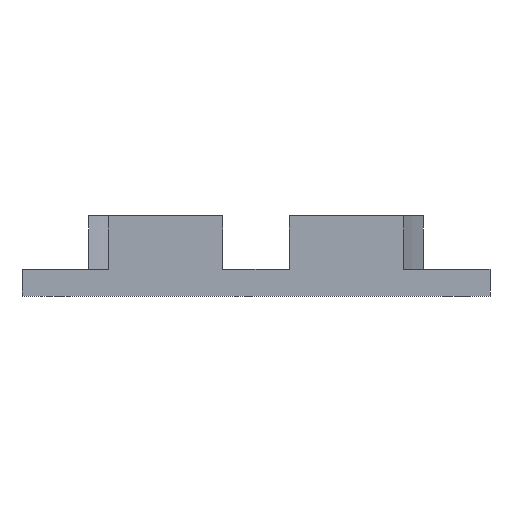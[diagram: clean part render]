
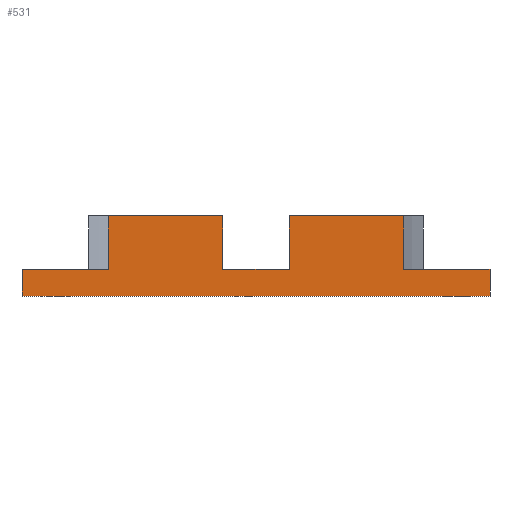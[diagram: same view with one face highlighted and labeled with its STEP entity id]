
A CAD part, left-side view. The second image highlights one B-rep face of the part: STEP entity #531.
In plain terms, the highlighted planar face has unit normal (-1, 0, 0).
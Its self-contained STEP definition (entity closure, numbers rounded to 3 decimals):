
#54=ORIENTED_EDGE('',*,*,#202,.F.);
#55=ORIENTED_EDGE('',*,*,#203,.F.);
#56=ORIENTED_EDGE('',*,*,#204,.T.);
#57=ORIENTED_EDGE('',*,*,#205,.T.);
#58=ORIENTED_EDGE('',*,*,#206,.F.);
#59=ORIENTED_EDGE('',*,*,#207,.T.);
#60=ORIENTED_EDGE('',*,*,#208,.T.);
#61=ORIENTED_EDGE('',*,*,#209,.T.);
#62=ORIENTED_EDGE('',*,*,#210,.T.);
#63=ORIENTED_EDGE('',*,*,#211,.T.);
#64=ORIENTED_EDGE('',*,*,#212,.T.);
#65=ORIENTED_EDGE('',*,*,#199,.T.);
#199=EDGE_CURVE('',#274,#272,#325,.T.);
#202=EDGE_CURVE('',#276,#272,#327,.T.);
#203=EDGE_CURVE('',#277,#276,#328,.T.);
#204=EDGE_CURVE('',#277,#278,#329,.T.);
#205=EDGE_CURVE('',#278,#279,#330,.T.);
#206=EDGE_CURVE('',#280,#279,#331,.T.);
#207=EDGE_CURVE('',#280,#281,#332,.T.);
#208=EDGE_CURVE('',#281,#282,#333,.T.);
#209=EDGE_CURVE('',#282,#283,#334,.T.);
#210=EDGE_CURVE('',#283,#284,#335,.T.);
#211=EDGE_CURVE('',#284,#285,#336,.T.);
#212=EDGE_CURVE('',#285,#274,#337,.T.);
#272=VERTEX_POINT('',#720);
#274=VERTEX_POINT('',#723);
#276=VERTEX_POINT('',#754);
#277=VERTEX_POINT('',#756);
#278=VERTEX_POINT('',#758);
#279=VERTEX_POINT('',#760);
#280=VERTEX_POINT('',#762);
#281=VERTEX_POINT('',#764);
#282=VERTEX_POINT('',#766);
#283=VERTEX_POINT('',#768);
#284=VERTEX_POINT('',#770);
#285=VERTEX_POINT('',#772);
#325=LINE('',#722,#379);
#327=LINE('',#753,#381);
#328=LINE('',#755,#382);
#329=LINE('',#757,#383);
#330=LINE('',#759,#384);
#331=LINE('',#761,#385);
#332=LINE('',#763,#386);
#333=LINE('',#765,#387);
#334=LINE('',#767,#388);
#335=LINE('',#769,#389);
#336=LINE('',#771,#390);
#337=LINE('',#773,#391);
#379=VECTOR('',#606,1000.);
#381=VECTOR('',#610,1000.);
#382=VECTOR('',#611,1000.);
#383=VECTOR('',#612,1000.);
#384=VECTOR('',#613,1000.);
#385=VECTOR('',#614,1000.);
#386=VECTOR('',#615,1000.);
#387=VECTOR('',#616,1000.);
#388=VECTOR('',#617,1000.);
#389=VECTOR('',#618,1000.);
#390=VECTOR('',#619,1000.);
#391=VECTOR('',#620,1000.);
#433=EDGE_LOOP('',(#54,#55,#56,#57,#58,#59,#60,#61,#62,#63,#64,#65));
#473=FACE_BOUND('',#433,.T.);
#513=PLANE('',#572);
#531=ADVANCED_FACE('',(#473),#513,.T.);
#572=AXIS2_PLACEMENT_3D('',#752,#608,#609);
#606=DIRECTION('',(0.,1.,0.));
#608=DIRECTION('',(-1.,0.,0.));
#609=DIRECTION('',(0.,-1.,0.));
#610=DIRECTION('',(0.,0.,1.));
#611=DIRECTION('',(0.,-1.,0.));
#612=DIRECTION('',(0.,0.,1.));
#613=DIRECTION('',(0.,1.,0.));
#614=DIRECTION('',(0.,0.,1.));
#615=DIRECTION('',(0.,1.,0.));
#616=DIRECTION('',(0.,0.,-1.));
#617=DIRECTION('',(0.,-1.,0.));
#618=DIRECTION('',(0.,0.,1.));
#619=DIRECTION('',(0.,1.,0.));
#620=DIRECTION('',(0.,0.,1.));
#720=CARTESIAN_POINT('',(0.,-5.,4.));
#722=CARTESIAN_POINT('',(0.,-25.,4.));
#723=CARTESIAN_POINT('',(0.,-22.135,4.));
#752=CARTESIAN_POINT('',(0.,0.,0.));
#753=CARTESIAN_POINT('',(0.,-5.,-4.));
#754=CARTESIAN_POINT('',(0.,-5.,-4.));
#755=CARTESIAN_POINT('',(0.,0.,-4.));
#756=CARTESIAN_POINT('',(0.,5.,-4.));
#757=CARTESIAN_POINT('',(0.,5.,-4.));
#758=CARTESIAN_POINT('',(0.,5.,4.));
#759=CARTESIAN_POINT('',(0.,-25.,4.));
#760=CARTESIAN_POINT('',(0.,22.135,4.));
#761=CARTESIAN_POINT('',(0.,22.135,-4.));
#762=CARTESIAN_POINT('',(0.,22.135,-4.));
#763=CARTESIAN_POINT('',(0.,25.,-4.));
#764=CARTESIAN_POINT('',(0.,35.,-4.));
#765=CARTESIAN_POINT('',(0.,35.,-4.));
#766=CARTESIAN_POINT('',(0.,35.,-8.));
#767=CARTESIAN_POINT('',(0.,35.,-8.));
#768=CARTESIAN_POINT('',(0.,-35.,-8.));
#769=CARTESIAN_POINT('',(0.,-35.,-8.));
#770=CARTESIAN_POINT('',(0.,-35.,-4.));
#771=CARTESIAN_POINT('',(0.,-35.,-4.));
#772=CARTESIAN_POINT('',(0.,-22.135,-4.));
#773=CARTESIAN_POINT('',(0.,-22.135,-4.));
